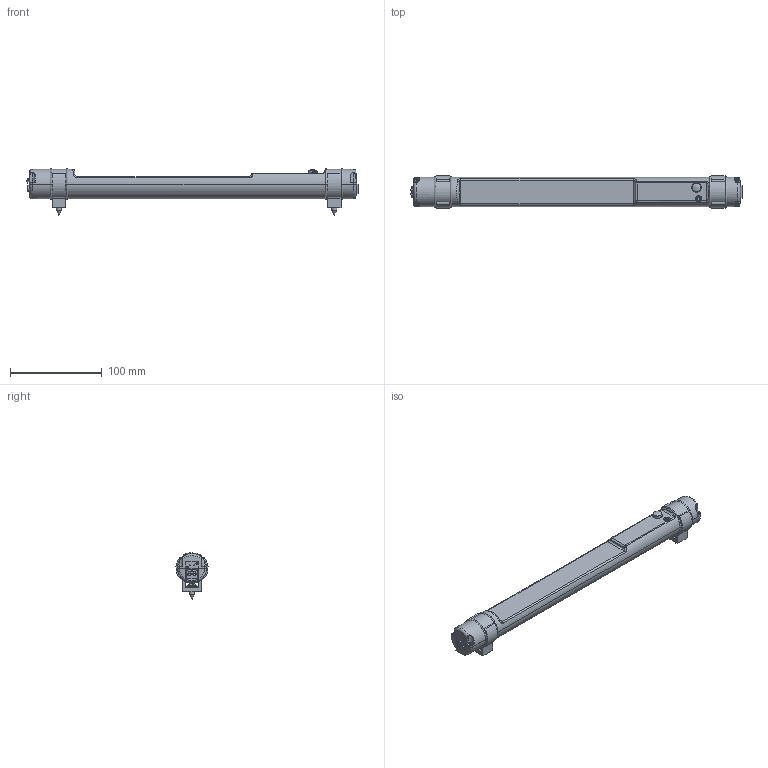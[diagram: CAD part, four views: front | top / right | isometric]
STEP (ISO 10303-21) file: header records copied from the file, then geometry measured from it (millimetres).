
FILE_DESCRIPTION(/* description */ (''),/* implementation_level */ '2;1');
FILE_NAME(/* name */ '108830_LED-MULTIVOLT-360-B.stp',/* time_stamp */ '2023-12-11T13:55:40+01:00',/* author */ ('cad'),/* organization */ (''),/* preprocessor_version */ 'ST-DEVELOPER v15.6',/* originating_system */ 'Autodesk Inventor 2015',/* authorisation */ '');
FILE_SCHEMA (('AUTOMOTIVE_DESIGN { 1 0 10303 214 3 1 1 }'));
Length unit declared in the file: millimetre
Products named in the file (1): 108830_LED-MULTIVOLT-360-B_Shrinkwrap_1
Bounding box: 361.9 x 34.91 x 50.75 mm (x, y, z)
Surface area: 54804.6 mm2 (no closed solid volume)
Topology: 0 solids, 36 shells, 195 faces, 944 edges, 751 vertices
Faces by surface type: plane 87, cylinder 63, torus 18, sphere 11, bspline 11, cone 5
Full cylindrical faces by diameter (mm): 1.2 x2, 2 x5, 3 x2, 5.4 x2, 5.5 x2, 12.1 x2
Entity records: 11006 total; most frequent: CARTESIAN_POINT 3426, DIRECTION 1607, ORIENTED_EDGE 1226, EDGE_CURVE 908, VERTEX_POINT 738, AXIS2_PLACEMENT_3D 594, LINE 419, VECTOR 419
